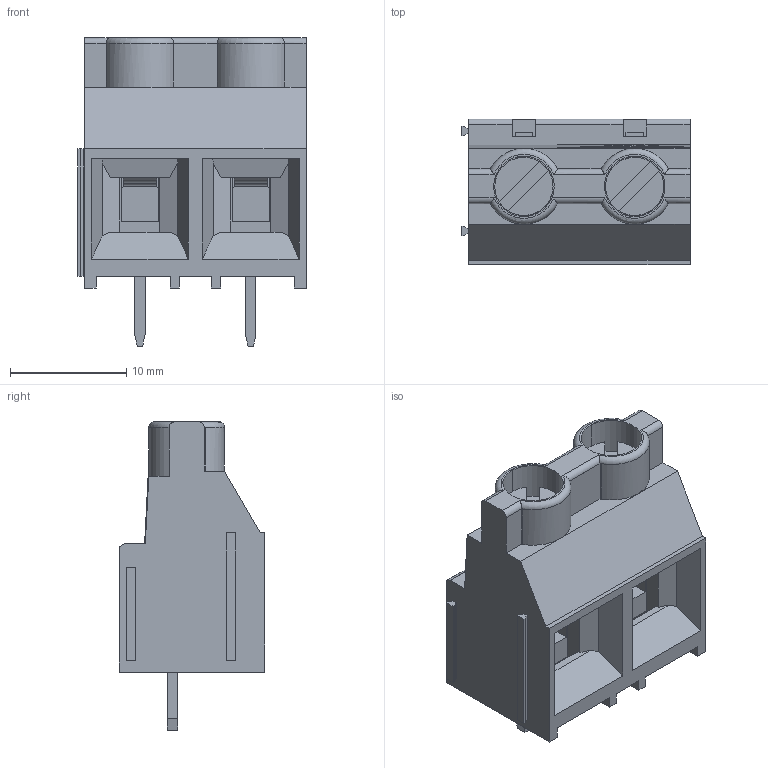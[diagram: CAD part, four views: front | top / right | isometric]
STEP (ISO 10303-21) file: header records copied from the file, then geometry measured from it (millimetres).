
FILE_DESCRIPTION(('STEP AP242'),'1');
FILE_NAME('1714971.stp','2025-04-16T12:51:20',('TraceParts'),('TraceParts S.A.'),'Spatial InterOp 3D',' ',' ');
FILE_SCHEMA(('AP242_MANAGED_MODEL_BASED_3D_ENGINEERING_MIM_LF {1 0 10303 442 1 1 4}'));
Length unit declared in the file: millimetre
Products named in the file (1): 1714971_1
Bounding box: 19.61 x 12.52 x 26.5 mm (x, y, z)
Volume: 2854.5 mm3; surface area: 3893.5 mm2
Topology: 7 solids, 7 shells, 684 faces, 1889 edges, 1249 vertices
Faces by surface type: plane 569, cylinder 98, bspline 13, torus 4
Entity records: 35926 total; most frequent: CARTESIAN_POINT 5258, ORIENTED_EDGE 3778, DIRECTION 3400, STYLED_ITEM 2197, PRESENTATION_STYLE_ASSIGNMENT 2197, COLOUR_RGB 2197, EDGE_CURVE 1889, LINE 1650
